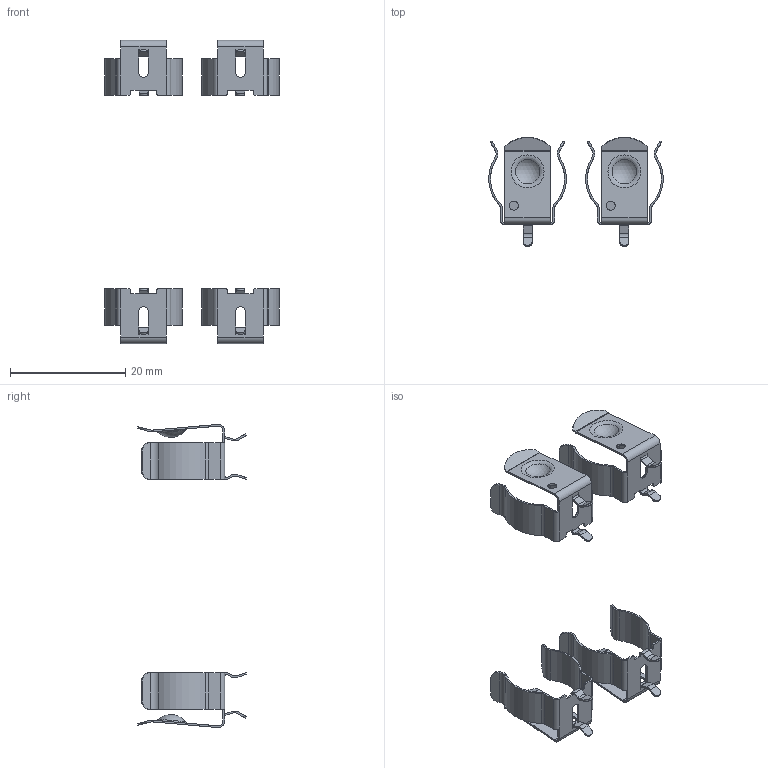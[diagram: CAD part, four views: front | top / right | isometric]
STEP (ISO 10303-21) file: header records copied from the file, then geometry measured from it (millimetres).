
FILE_DESCRIPTION(('FreeCAD Model'),'2;1');
FILE_NAME('Open CASCADE Shape Model','2022-07-07T23:54:15',(''),(''), 'Open CASCADE STEP processor 7.6','FreeCAD','Unknown');
FILE_SCHEMA(('AUTOMOTIVE_DESIGN { 1 0 10303 214 1 1 1 1 }'));
Length unit declared in the file: millimetre
Products named in the file (1): Group001
Bounding box: 30.22 x 18.94 x 52.57 mm (x, y, z)
Volume: 472.2 mm3; surface area: 3289.5 mm2
Topology: 4 solids, 4 shells, 540 faces, 1188 edges, 664 vertices
Faces by surface type: plane 352, cylinder 172, torus 8, sphere 8
Full cylindrical faces by diameter (mm): 1.575 x4
Entity records: 30579 total; most frequent: CARTESIAN_POINT 6021, DIRECTION 4818, LINE 2832, VECTOR 2832, ORIENTED_EDGE 2376, PCURVE 2376, DEFINITIONAL_REPRESENTATION 2376, EDGE_CURVE 1188
